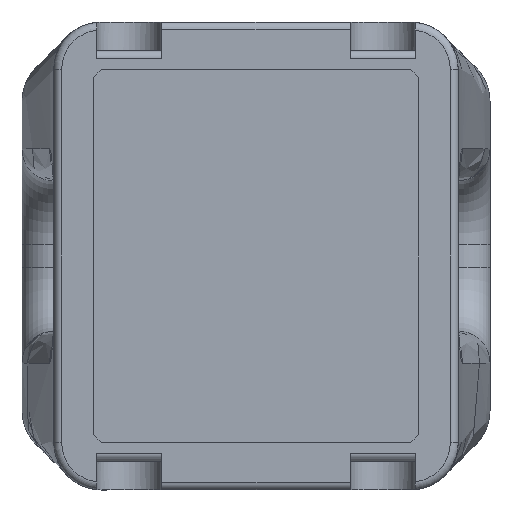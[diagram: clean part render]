
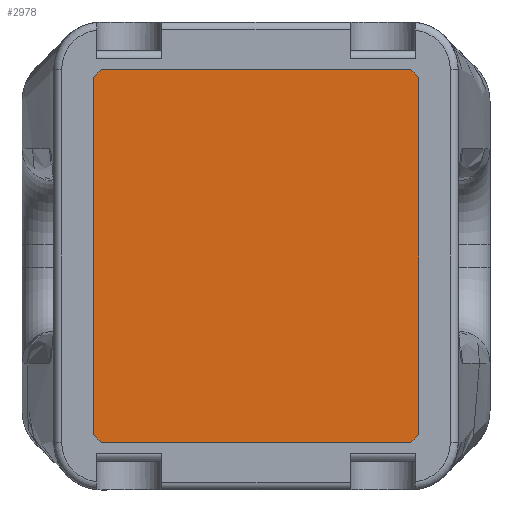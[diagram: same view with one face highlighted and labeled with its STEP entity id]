
A CAD part, front view. The second image highlights one B-rep face of the part: STEP entity #2978.
In plain terms, the highlighted planar face has unit normal (0, -1, 0).
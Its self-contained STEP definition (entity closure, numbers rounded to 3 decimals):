
#74=PLANE('',#3250);
#265=LINE('',#5692,#505);
#266=LINE('',#5695,#506);
#269=LINE('',#5700,#509);
#271=LINE('',#5708,#511);
#272=LINE('',#5711,#512);
#273=LINE('',#5713,#513);
#274=LINE('',#5715,#514);
#275=LINE('',#5716,#515);
#505=VECTOR('',#3887,10.);
#506=VECTOR('',#3890,10.);
#509=VECTOR('',#3895,10.);
#511=VECTOR('',#3903,10.);
#512=VECTOR('',#3906,10.);
#513=VECTOR('',#3907,10.);
#514=VECTOR('',#3908,10.);
#515=VECTOR('',#3909,10.);
#777=FACE_OUTER_BOUND('',#951,.T.);
#951=EDGE_LOOP('',(#2533,#2534,#2535,#2536,#2537,#2538,#2539,#2540));
#1412=VERTEX_POINT('',#5688);
#1413=VERTEX_POINT('',#5690);
#1414=VERTEX_POINT('',#5694);
#1415=VERTEX_POINT('',#5698);
#1418=VERTEX_POINT('',#5706);
#1419=VERTEX_POINT('',#5710);
#1420=VERTEX_POINT('',#5712);
#1421=VERTEX_POINT('',#5714);
#1805=EDGE_CURVE('',#1413,#1412,#265,.T.);
#1806=EDGE_CURVE('',#1414,#1412,#266,.T.);
#1809=EDGE_CURVE('',#1413,#1415,#269,.T.);
#1813=EDGE_CURVE('',#1414,#1418,#271,.T.);
#1814=EDGE_CURVE('',#1419,#1415,#272,.T.);
#1815=EDGE_CURVE('',#1419,#1420,#273,.T.);
#1816=EDGE_CURVE('',#1421,#1420,#274,.T.);
#1817=EDGE_CURVE('',#1421,#1418,#275,.T.);
#2533=ORIENTED_EDGE('',*,*,#1805,.F.);
#2534=ORIENTED_EDGE('',*,*,#1809,.T.);
#2535=ORIENTED_EDGE('',*,*,#1814,.F.);
#2536=ORIENTED_EDGE('',*,*,#1815,.T.);
#2537=ORIENTED_EDGE('',*,*,#1816,.F.);
#2538=ORIENTED_EDGE('',*,*,#1817,.T.);
#2539=ORIENTED_EDGE('',*,*,#1813,.F.);
#2540=ORIENTED_EDGE('',*,*,#1806,.T.);
#2978=ADVANCED_FACE('',(#777),#74,.T.);
#3250=AXIS2_PLACEMENT_3D('',#5709,#3904,#3905);
#3887=DIRECTION('',(0.707,0.,-0.707));
#3890=DIRECTION('',(0.,0.,1.));
#3895=DIRECTION('',(-1.,0.,0.));
#3903=DIRECTION('',(-0.707,0.,-0.707));
#3904=DIRECTION('center_axis',(0.,-1.,0.));
#3905=DIRECTION('ref_axis',(-1.,0.,0.));
#3906=DIRECTION('',(0.707,0.,0.707));
#3907=DIRECTION('',(0.,0.,-1.));
#3908=DIRECTION('',(-0.707,0.,0.707));
#3909=DIRECTION('',(1.,0.,0.));
#5688=CARTESIAN_POINT('',(-110.846,-35.259,-20.154));
#5690=CARTESIAN_POINT('',(-111.346,-35.259,-19.654));
#5692=CARTESIAN_POINT('',(-110.846,-35.259,-20.154));
#5694=CARTESIAN_POINT('',(-110.846,-35.259,-42.654));
#5695=CARTESIAN_POINT('',(-110.846,-35.259,-19.654));
#5698=CARTESIAN_POINT('',(-130.846,-35.259,-19.654));
#5700=CARTESIAN_POINT('',(-131.346,-35.259,-19.654));
#5706=CARTESIAN_POINT('',(-111.346,-35.259,-43.154));
#5708=CARTESIAN_POINT('',(-110.596,-35.259,-42.404));
#5709=CARTESIAN_POINT('Origin',(-121.096,-35.259,-31.404));
#5710=CARTESIAN_POINT('',(-131.346,-35.259,-20.154));
#5711=CARTESIAN_POINT('',(-131.596,-35.259,-20.404));
#5712=CARTESIAN_POINT('',(-131.346,-35.259,-42.654));
#5713=CARTESIAN_POINT('',(-131.346,-35.259,-43.154));
#5714=CARTESIAN_POINT('',(-130.846,-35.259,-43.154));
#5715=CARTESIAN_POINT('',(-131.346,-35.259,-42.654));
#5716=CARTESIAN_POINT('',(-110.846,-35.259,-43.154));
